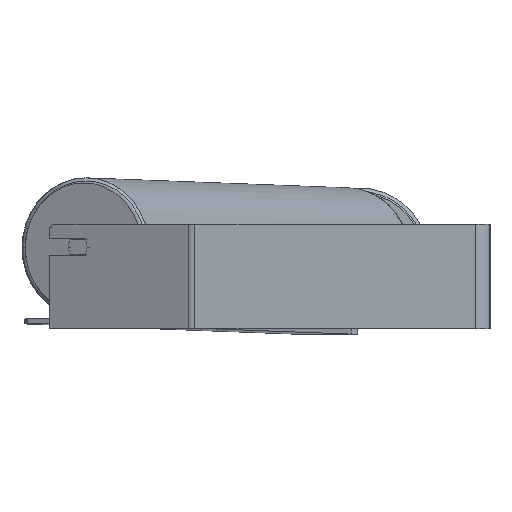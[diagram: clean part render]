
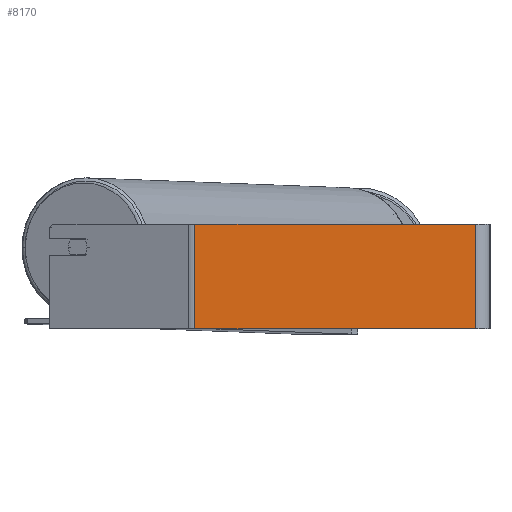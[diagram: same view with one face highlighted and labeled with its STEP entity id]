
A CAD part, left-side view. The second image highlights one B-rep face of the part: STEP entity #8170.
In plain terms, the highlighted planar face has unit normal (-1, 0, 0).
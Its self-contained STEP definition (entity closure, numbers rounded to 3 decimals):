
#54 = DIRECTION ( 'NONE',  ( 0., -1., 0. ) ) ;
#475 = ORIENTED_EDGE ( 'NONE', *, *, #1031, .F. ) ;
#960 = EDGE_CURVE ( 'NONE', #6541, #8006, #8676, .T. ) ;
#1031 = EDGE_CURVE ( 'NONE', #5014, #4149, #5846, .T. ) ;
#1110 = DIRECTION ( 'NONE',  ( 0., 0., -1. ) ) ;
#1274 = CARTESIAN_POINT ( 'NONE',  ( -945., 281.853, -50. ) ) ;
#1550 = DIRECTION ( 'NONE',  ( 0., 0., -1. ) ) ;
#1795 = CARTESIAN_POINT ( 'NONE',  ( -945., 14., 50. ) ) ;
#1878 = VECTOR ( 'NONE', #54, 1000. ) ;
#2151 = EDGE_CURVE ( 'NONE', #4149, #8006, #7303, .T. ) ;
#2377 = DIRECTION ( 'NONE',  ( 0., -1., 0. ) ) ;
#2632 = VECTOR ( 'NONE', #2377, 1000. ) ;
#2950 = CARTESIAN_POINT ( 'NONE',  ( -945., 284.957, -50. ) ) ;
#3722 = AXIS2_PLACEMENT_3D ( 'NONE', #8380, #9242, #7699 ) ;
#4001 = LINE ( 'NONE', #4673, #4666 ) ;
#4149 = VERTEX_POINT ( 'NONE', #1795 ) ;
#4395 = ORIENTED_EDGE ( 'NONE', *, *, #4482, .T. ) ;
#4482 = EDGE_CURVE ( 'NONE', #5014, #6541, #4001, .T. ) ;
#4666 = VECTOR ( 'NONE', #1110, 1000. ) ;
#4673 = CARTESIAN_POINT ( 'NONE',  ( -945., 281.853, 50. ) ) ;
#4676 = CARTESIAN_POINT ( 'NONE',  ( -945., 281.853, 50. ) ) ;
#4794 = FACE_OUTER_BOUND ( 'NONE', #8206, .T. ) ;
#5014 = VERTEX_POINT ( 'NONE', #4676 ) ;
#5846 = LINE ( 'NONE', #8026, #1878 ) ;
#6541 = VERTEX_POINT ( 'NONE', #1274 ) ;
#6576 = CARTESIAN_POINT ( 'NONE',  ( -945., 14., 50. ) ) ;
#6693 = CARTESIAN_POINT ( 'NONE',  ( -945., 14., -50. ) ) ;
#7303 = LINE ( 'NONE', #6576, #8401 ) ;
#7526 = ORIENTED_EDGE ( 'NONE', *, *, #2151, .F. ) ;
#7644 = PLANE ( 'NONE',  #3722 ) ;
#7699 = DIRECTION ( 'NONE',  ( 0., 0., -1. ) ) ;
#8006 = VERTEX_POINT ( 'NONE', #6693 ) ;
#8026 = CARTESIAN_POINT ( 'NONE',  ( -945., 284.957, 50. ) ) ;
#8170 = ADVANCED_FACE ( 'NONE', ( #4794 ), #7644, .F. ) ;
#8206 = EDGE_LOOP ( 'NONE', ( #9249, #7526, #475, #4395 ) ) ;
#8380 = CARTESIAN_POINT ( 'NONE',  ( -945., 284.957, 50. ) ) ;
#8401 = VECTOR ( 'NONE', #1550, 1000. ) ;
#8676 = LINE ( 'NONE', #2950, #2632 ) ;
#9242 = DIRECTION ( 'NONE',  ( 1., 0., 0. ) ) ;
#9249 = ORIENTED_EDGE ( 'NONE', *, *, #960, .T. ) ;
